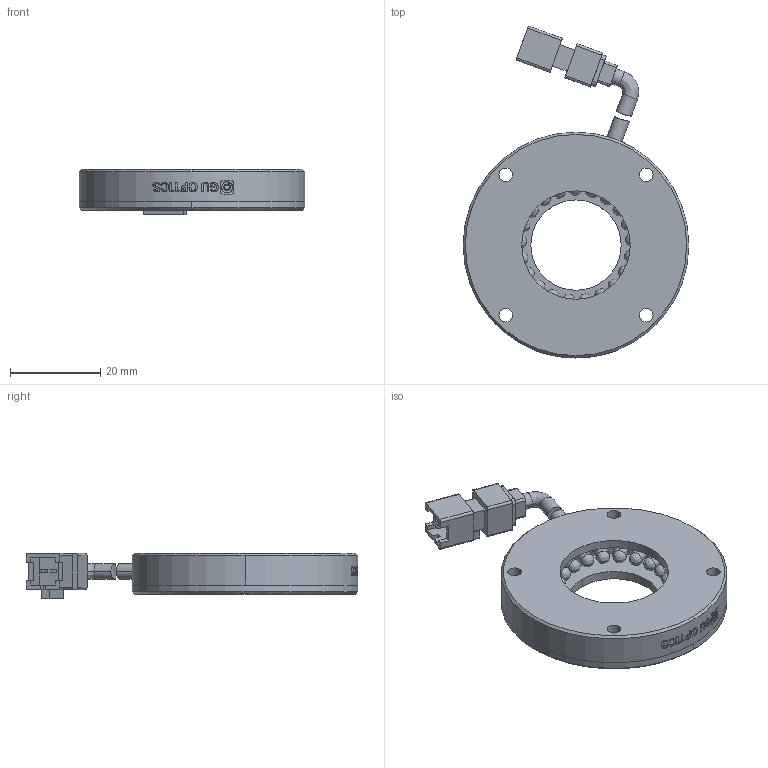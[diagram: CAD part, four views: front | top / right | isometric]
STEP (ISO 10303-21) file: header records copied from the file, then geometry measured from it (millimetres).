
FILE_DESCRIPTION (( 'STEP AP214' ), '1' );
FILE_NAME ('660023-W.STEP', '2019-03-29T03:48:26', ( 'user' ), ( '微软中国' ), 'SwSTEP 2.0', 'SolidWorks 2016', '' );
FILE_SCHEMA (( 'AUTOMOTIVE_DESIGN' ));
Length unit declared in the file: millimetre
Products named in the file (1): 660023-W
Bounding box: 50 x 73.5 x 10 mm (x, y, z)
Volume: 11250.3 mm3; surface area: 13403.3 mm2
Topology: 26 solids, 26 shells, 561 faces, 1415 edges, 949 vertices
Faces by surface type: plane 329, cylinder 187, bspline 25, cone 20
Entity records: 23649 total; most frequent: CARTESIAN_POINT 4036, DIRECTION 2784, ORIENTED_EDGE 2730, EDGE_CURVE 1365, AXIS2_PLACEMENT_3D 955, VERTEX_POINT 949, LINE 874, VECTOR 874
